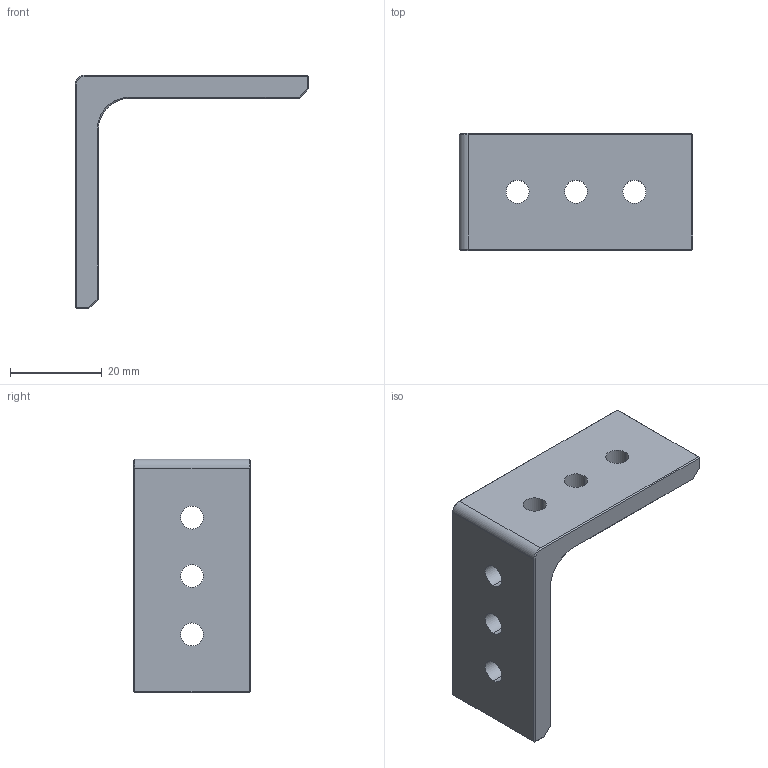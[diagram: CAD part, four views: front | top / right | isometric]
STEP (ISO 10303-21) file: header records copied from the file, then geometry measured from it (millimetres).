
FILE_DESCRIPTION (( 'STEP AP203' ), '1' );
FILE_NAME ('REV-21-3293_RevC.STEP', '2025-10-06T19:52:00', ( '' ), ( '' ), 'SwSTEP 2.0', 'SolidWorks 2022', '' );
FILE_SCHEMA (( 'CONFIG_CONTROL_DESIGN' ));
Length unit declared in the file: millimetre
Products named in the file (1): REV-21-3293_RevC
Bounding box: 50.8 x 25.4 x 50.8 mm (x, y, z)
Volume: 11786.4 mm3; surface area: 6170.1 mm2
Topology: 1 solids, 1 shells, 693 faces, 1874 edges, 1240 vertices
Faces by surface type: plane 510, bspline 161, cylinder 18, cone 4
Entity records: 30048 total; most frequent: CARTESIAN_POINT 13592, ORIENTED_EDGE 3748, DIRECTION 2650, EDGE_CURVE 1874, LINE 1510, VECTOR 1510, VERTEX_POINT 1240, EDGE_LOOP 762
